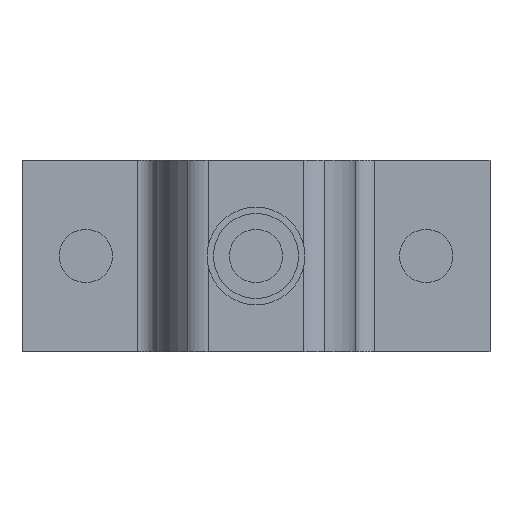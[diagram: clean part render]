
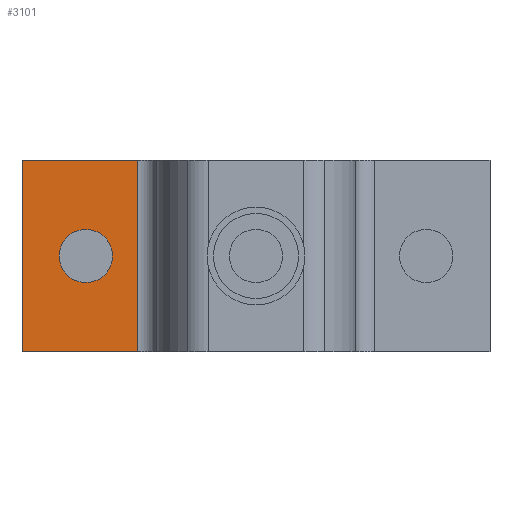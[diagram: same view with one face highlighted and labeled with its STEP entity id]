
A CAD part, front view. The second image highlights one B-rep face of the part: STEP entity #3101.
In plain terms, the highlighted planar face has unit normal (0, -1, 0).
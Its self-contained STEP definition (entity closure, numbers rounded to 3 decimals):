
#269 = CARTESIAN_POINT ( 'NONE',  ( -11.102, -1.25, 9. ) ) ;
#274 = DIRECTION ( 'NONE',  ( 0., 0., -1. ) ) ;
#364 = DIRECTION ( 'NONE',  ( 1., 0., 0. ) ) ;
#462 = VECTOR ( 'NONE', #274, 1000. ) ;
#858 = LINE ( 'NONE', #1618, #2015 ) ;
#927 = CARTESIAN_POINT ( 'NONE',  ( -11.102, -1.25, -9. ) ) ;
#947 = EDGE_CURVE ( 'NONE', #2000, #1744, #1985, .T. ) ;
#1250 = CARTESIAN_POINT ( 'NONE',  ( -11.102, -1.25, 9. ) ) ;
#1288 = DIRECTION ( 'NONE',  ( 0., 0., -1. ) ) ;
#1515 = VECTOR ( 'NONE', #1288, 1000. ) ;
#1618 = CARTESIAN_POINT ( 'NONE',  ( -11.102, -1.25, 9. ) ) ;
#1658 = EDGE_CURVE ( 'NONE', #1744, #1896, #3312, .T. ) ;
#1744 = VERTEX_POINT ( 'NONE', #2026 ) ;
#1896 = VERTEX_POINT ( 'NONE', #3049 ) ;
#1985 = LINE ( 'NONE', #2621, #462 ) ;
#2000 = VERTEX_POINT ( 'NONE', #2373 ) ;
#2015 = VECTOR ( 'NONE', #2028, 1000. ) ;
#2026 = CARTESIAN_POINT ( 'NONE',  ( -22., -1.25, -9. ) ) ;
#2028 = DIRECTION ( 'NONE',  ( 1., 0., 0. ) ) ;
#2069 = EDGE_CURVE ( 'NONE', #2000, #2290, #858, .T. ) ;
#2183 = VECTOR ( 'NONE', #364, 1000. ) ;
#2290 = VERTEX_POINT ( 'NONE', #269 ) ;
#2373 = CARTESIAN_POINT ( 'NONE',  ( -22., -1.25, 9. ) ) ;
#2546 = EDGE_CURVE ( 'NONE', #2290, #1896, #2848, .T. ) ;
#2621 = CARTESIAN_POINT ( 'NONE',  ( -22., -1.25, 9. ) ) ;
#2756 = AXIS2_PLACEMENT_3D ( 'NONE', #3048, #3115, #3119 ) ;
#2848 = LINE ( 'NONE', #1250, #1515 ) ;
#3048 = CARTESIAN_POINT ( 'NONE',  ( -11.102, -1.25, 9. ) ) ;
#3049 = CARTESIAN_POINT ( 'NONE',  ( -11.102, -1.25, -9. ) ) ;
#3067 = PLANE ( 'NONE',  #2756 ) ;
#3101 = ADVANCED_FACE ( 'NONE', ( #3303 ), #3067, .F. ) ;
#3115 = DIRECTION ( 'NONE',  ( 0., 1., 0. ) ) ;
#3119 = DIRECTION ( 'NONE',  ( -1., 0., 0. ) ) ;
#3231 = ORIENTED_EDGE ( 'NONE', *, *, #947, .T. ) ;
#3266 = ORIENTED_EDGE ( 'NONE', *, *, #2069, .F. ) ;
#3269 = ORIENTED_EDGE ( 'NONE', *, *, #2546, .F. ) ;
#3287 = EDGE_LOOP ( 'NONE', ( #3308, #3269, #3266, #3231 ) ) ;
#3303 = FACE_OUTER_BOUND ( 'NONE', #3287, .T. ) ;
#3308 = ORIENTED_EDGE ( 'NONE', *, *, #1658, .T. ) ;
#3312 = LINE ( 'NONE', #927, #2183 ) ;
